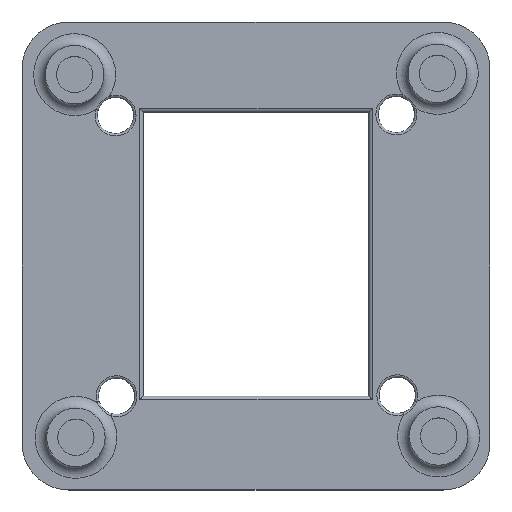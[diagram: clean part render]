
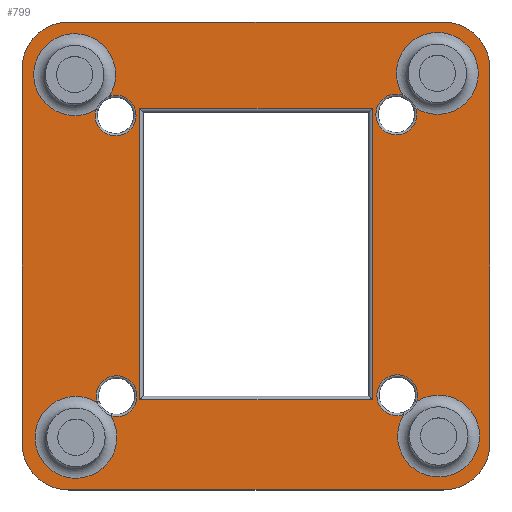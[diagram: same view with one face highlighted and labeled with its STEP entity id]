
A CAD part, top view. The second image highlights one B-rep face of the part: STEP entity #799.
In plain terms, the highlighted planar face has unit normal (0, 0, 1).
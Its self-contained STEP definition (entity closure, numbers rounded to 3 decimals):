
#35=FACE_BOUND('',#188,.T.);
#36=FACE_BOUND('',#189,.T.);
#37=FACE_BOUND('',#190,.T.);
#38=FACE_BOUND('',#191,.T.);
#39=FACE_BOUND('',#192,.T.);
#49=CIRCLE('',#868,4.);
#50=CIRCLE('',#869,4.);
#51=CIRCLE('',#870,4.);
#52=CIRCLE('',#871,4.);
#53=CIRCLE('',#872,1.75);
#54=CIRCLE('',#873,3.5);
#55=CIRCLE('',#874,3.5);
#56=CIRCLE('',#875,1.75);
#57=CIRCLE('',#876,3.5);
#58=CIRCLE('',#877,3.5);
#59=CIRCLE('',#878,1.75);
#60=CIRCLE('',#879,3.5);
#61=CIRCLE('',#880,3.5);
#62=CIRCLE('',#881,1.75);
#63=CIRCLE('',#882,3.5);
#64=CIRCLE('',#883,3.5);
#115=PLANE('',#867);
#137=FACE_OUTER_BOUND('',#187,.T.);
#187=EDGE_LOOP('',(#557,#558,#559,#560,#561,#562,#563,#564));
#188=EDGE_LOOP('',(#565,#566,#567));
#189=EDGE_LOOP('',(#568,#569,#570));
#190=EDGE_LOOP('',(#571,#572,#573));
#191=EDGE_LOOP('',(#574,#575,#576));
#192=EDGE_LOOP('',(#577,#578,#579,#580));
#249=LINE('',#1249,#293);
#251=LINE('',#1257,#295);
#253=LINE('',#1263,#297);
#256=LINE('',#1269,#300);
#262=LINE('',#1285,#306);
#263=LINE('',#1289,#307);
#264=LINE('',#1293,#308);
#265=LINE('',#1296,#309);
#293=VECTOR('',#975,10.);
#295=VECTOR('',#983,10.);
#297=VECTOR('',#989,10.);
#300=VECTOR('',#996,10.);
#306=VECTOR('',#1010,10.);
#307=VECTOR('',#1013,10.);
#308=VECTOR('',#1016,10.);
#309=VECTOR('',#1019,10.);
#337=VERTEX_POINT('',#1247);
#338=VERTEX_POINT('',#1248);
#341=VERTEX_POINT('',#1256);
#343=VERTEX_POINT('',#1262);
#348=VERTEX_POINT('',#1281);
#349=VERTEX_POINT('',#1282);
#350=VERTEX_POINT('',#1284);
#351=VERTEX_POINT('',#1286);
#352=VERTEX_POINT('',#1288);
#353=VERTEX_POINT('',#1290);
#354=VERTEX_POINT('',#1292);
#355=VERTEX_POINT('',#1294);
#356=VERTEX_POINT('',#1297);
#357=VERTEX_POINT('',#1298);
#358=VERTEX_POINT('',#1300);
#359=VERTEX_POINT('',#1303);
#360=VERTEX_POINT('',#1304);
#361=VERTEX_POINT('',#1306);
#362=VERTEX_POINT('',#1309);
#363=VERTEX_POINT('',#1310);
#364=VERTEX_POINT('',#1312);
#365=VERTEX_POINT('',#1315);
#366=VERTEX_POINT('',#1316);
#367=VERTEX_POINT('',#1318);
#413=EDGE_CURVE('',#337,#338,#249,.T.);
#417=EDGE_CURVE('',#338,#341,#251,.T.);
#420=EDGE_CURVE('',#341,#343,#253,.T.);
#424=EDGE_CURVE('',#343,#337,#256,.T.);
#430=EDGE_CURVE('',#348,#349,#49,.T.);
#431=EDGE_CURVE('',#349,#350,#262,.T.);
#432=EDGE_CURVE('',#350,#351,#50,.T.);
#433=EDGE_CURVE('',#351,#352,#263,.T.);
#434=EDGE_CURVE('',#352,#353,#51,.T.);
#435=EDGE_CURVE('',#353,#354,#264,.T.);
#436=EDGE_CURVE('',#354,#355,#52,.T.);
#437=EDGE_CURVE('',#355,#348,#265,.T.);
#438=EDGE_CURVE('',#356,#357,#53,.T.);
#439=EDGE_CURVE('',#358,#356,#54,.T.);
#440=EDGE_CURVE('',#357,#358,#55,.T.);
#441=EDGE_CURVE('',#359,#360,#56,.T.);
#442=EDGE_CURVE('',#361,#359,#57,.T.);
#443=EDGE_CURVE('',#360,#361,#58,.T.);
#444=EDGE_CURVE('',#362,#363,#59,.T.);
#445=EDGE_CURVE('',#364,#362,#60,.T.);
#446=EDGE_CURVE('',#363,#364,#61,.T.);
#447=EDGE_CURVE('',#365,#366,#62,.T.);
#448=EDGE_CURVE('',#367,#365,#63,.T.);
#449=EDGE_CURVE('',#366,#367,#64,.T.);
#557=ORIENTED_EDGE('',*,*,#430,.T.);
#558=ORIENTED_EDGE('',*,*,#431,.T.);
#559=ORIENTED_EDGE('',*,*,#432,.T.);
#560=ORIENTED_EDGE('',*,*,#433,.T.);
#561=ORIENTED_EDGE('',*,*,#434,.T.);
#562=ORIENTED_EDGE('',*,*,#435,.T.);
#563=ORIENTED_EDGE('',*,*,#436,.T.);
#564=ORIENTED_EDGE('',*,*,#437,.T.);
#565=ORIENTED_EDGE('',*,*,#438,.F.);
#566=ORIENTED_EDGE('',*,*,#439,.F.);
#567=ORIENTED_EDGE('',*,*,#440,.F.);
#568=ORIENTED_EDGE('',*,*,#441,.F.);
#569=ORIENTED_EDGE('',*,*,#442,.F.);
#570=ORIENTED_EDGE('',*,*,#443,.F.);
#571=ORIENTED_EDGE('',*,*,#444,.F.);
#572=ORIENTED_EDGE('',*,*,#445,.F.);
#573=ORIENTED_EDGE('',*,*,#446,.F.);
#574=ORIENTED_EDGE('',*,*,#447,.F.);
#575=ORIENTED_EDGE('',*,*,#448,.F.);
#576=ORIENTED_EDGE('',*,*,#449,.F.);
#577=ORIENTED_EDGE('',*,*,#413,.F.);
#578=ORIENTED_EDGE('',*,*,#424,.F.);
#579=ORIENTED_EDGE('',*,*,#420,.F.);
#580=ORIENTED_EDGE('',*,*,#417,.F.);
#799=ADVANCED_FACE('',(#137,#35,#36,#37,#38,#39),#115,.T.);
#867=AXIS2_PLACEMENT_3D('',#1280,#1006,#1007);
#868=AXIS2_PLACEMENT_3D('',#1283,#1008,#1009);
#869=AXIS2_PLACEMENT_3D('',#1287,#1011,#1012);
#870=AXIS2_PLACEMENT_3D('',#1291,#1014,#1015);
#871=AXIS2_PLACEMENT_3D('',#1295,#1017,#1018);
#872=AXIS2_PLACEMENT_3D('',#1299,#1020,#1021);
#873=AXIS2_PLACEMENT_3D('',#1301,#1022,#1023);
#874=AXIS2_PLACEMENT_3D('',#1302,#1024,#1025);
#875=AXIS2_PLACEMENT_3D('',#1305,#1026,#1027);
#876=AXIS2_PLACEMENT_3D('',#1307,#1028,#1029);
#877=AXIS2_PLACEMENT_3D('',#1308,#1030,#1031);
#878=AXIS2_PLACEMENT_3D('',#1311,#1032,#1033);
#879=AXIS2_PLACEMENT_3D('',#1313,#1034,#1035);
#880=AXIS2_PLACEMENT_3D('',#1314,#1036,#1037);
#881=AXIS2_PLACEMENT_3D('',#1317,#1038,#1039);
#882=AXIS2_PLACEMENT_3D('',#1319,#1040,#1041);
#883=AXIS2_PLACEMENT_3D('',#1320,#1042,#1043);
#975=DIRECTION('',(0.,1.,0.));
#983=DIRECTION('',(-1.,0.,0.));
#989=DIRECTION('',(0.,-1.,0.));
#996=DIRECTION('',(1.,0.,0.));
#1006=DIRECTION('center_axis',(0.,0.,1.));
#1007=DIRECTION('ref_axis',(1.,0.,0.));
#1008=DIRECTION('center_axis',(0.,0.,1.));
#1009=DIRECTION('ref_axis',(0.,1.,0.));
#1010=DIRECTION('',(0.,-1.,0.));
#1011=DIRECTION('center_axis',(0.,0.,1.));
#1012=DIRECTION('ref_axis',(-1.,0.,0.));
#1013=DIRECTION('',(1.,0.,0.));
#1014=DIRECTION('center_axis',(0.,0.,1.));
#1015=DIRECTION('ref_axis',(0.,-1.,0.));
#1016=DIRECTION('',(0.,1.,0.));
#1017=DIRECTION('center_axis',(0.,0.,1.));
#1018=DIRECTION('ref_axis',(1.,0.,0.));
#1019=DIRECTION('',(-1.,0.,0.));
#1020=DIRECTION('center_axis',(0.,0.,1.));
#1021=DIRECTION('ref_axis',(0.708,-0.707,0.));
#1022=DIRECTION('center_axis',(0.,0.,1.));
#1023=DIRECTION('ref_axis',(1.,0.,0.));
#1024=DIRECTION('center_axis',(0.,0.,1.));
#1025=DIRECTION('ref_axis',(1.,0.,0.));
#1026=DIRECTION('center_axis',(0.,0.,1.));
#1027=DIRECTION('ref_axis',(-0.706,-0.708,0.));
#1028=DIRECTION('center_axis',(0.,0.,1.));
#1029=DIRECTION('ref_axis',(1.,0.,0.));
#1030=DIRECTION('center_axis',(0.,0.,1.));
#1031=DIRECTION('ref_axis',(1.,0.,0.));
#1032=DIRECTION('center_axis',(0.,0.,1.));
#1033=DIRECTION('ref_axis',(-0.711,0.703,0.));
#1034=DIRECTION('center_axis',(0.,0.,1.));
#1035=DIRECTION('ref_axis',(1.,0.,0.));
#1036=DIRECTION('center_axis',(0.,0.,1.));
#1037=DIRECTION('ref_axis',(1.,0.,0.));
#1038=DIRECTION('center_axis',(0.,0.,1.));
#1039=DIRECTION('ref_axis',(0.703,0.711,0.));
#1040=DIRECTION('center_axis',(0.,0.,1.));
#1041=DIRECTION('ref_axis',(1.,0.,0.));
#1042=DIRECTION('center_axis',(0.,0.,1.));
#1043=DIRECTION('ref_axis',(1.,0.,0.));
#1247=CARTESIAN_POINT('',(-1.643,7.335,1.));
#1248=CARTESIAN_POINT('',(-1.643,32.224,1.));
#1249=CARTESIAN_POINT('',(-1.643,25.771,1.));
#1256=CARTESIAN_POINT('',(-21.531,32.224,1.));
#1257=CARTESIAN_POINT('',(-16.409,32.224,1.));
#1262=CARTESIAN_POINT('',(-21.531,7.335,1.));
#1263=CARTESIAN_POINT('',(-21.531,13.626,1.));
#1269=CARTESIAN_POINT('',(-6.765,7.335,1.));
#1280=CARTESIAN_POINT('Origin',(-11.587,19.617,1.));
#1281=CARTESIAN_POINT('',(-27.587,39.617,1.));
#1282=CARTESIAN_POINT('',(-31.587,35.617,1.));
#1283=CARTESIAN_POINT('Origin',(-27.587,35.617,1.));
#1284=CARTESIAN_POINT('',(-31.587,3.617,1.));
#1285=CARTESIAN_POINT('',(-31.587,3.617,1.));
#1286=CARTESIAN_POINT('',(-27.587,-0.383,1.));
#1287=CARTESIAN_POINT('Origin',(-27.587,3.617,1.));
#1288=CARTESIAN_POINT('',(4.413,-0.383,1.));
#1289=CARTESIAN_POINT('',(4.413,-0.383,1.));
#1290=CARTESIAN_POINT('',(8.413,3.617,1.));
#1291=CARTESIAN_POINT('Origin',(4.413,3.617,1.));
#1292=CARTESIAN_POINT('',(8.413,35.617,1.));
#1293=CARTESIAN_POINT('',(8.413,35.617,1.));
#1294=CARTESIAN_POINT('',(4.413,39.617,1.));
#1295=CARTESIAN_POINT('Origin',(4.413,35.617,1.));
#1296=CARTESIAN_POINT('',(-27.587,39.617,1.));
#1297=CARTESIAN_POINT('',(-25.271,32.125,1.));
#1298=CARTESIAN_POINT('',(-24.092,33.306,1.));
#1299=CARTESIAN_POINT('Origin',(-23.593,31.629,1.));
#1300=CARTESIAN_POINT('',(-23.587,35.117,1.));
#1301=CARTESIAN_POINT('Origin',(-27.087,35.117,1.));
#1302=CARTESIAN_POINT('Origin',(-27.087,35.117,1.));
#1303=CARTESIAN_POINT('',(0.939,33.38,1.));
#1304=CARTESIAN_POINT('',(2.073,32.248,1.));
#1305=CARTESIAN_POINT('Origin',(0.407,31.713,1.));
#1306=CARTESIAN_POINT('',(7.413,35.225,1.));
#1307=CARTESIAN_POINT('Origin',(3.913,35.225,1.));
#1308=CARTESIAN_POINT('Origin',(3.913,35.225,1.));
#1309=CARTESIAN_POINT('',(2.16,7.19,1.));
#1310=CARTESIAN_POINT('',(1.034,6.05,1.));
#1311=CARTESIAN_POINT('Origin',(0.49,7.713,1.));
#1312=CARTESIAN_POINT('',(7.521,4.225,1.));
#1313=CARTESIAN_POINT('Origin',(4.021,4.225,1.));
#1314=CARTESIAN_POINT('Origin',(4.021,4.225,1.));
#1315=CARTESIAN_POINT('',(-23.996,5.949,1.));
#1316=CARTESIAN_POINT('',(-25.184,7.122,1.));
#1317=CARTESIAN_POINT('Origin',(-23.51,7.63,1.));
#1318=CARTESIAN_POINT('',(-23.479,4.117,1.));
#1319=CARTESIAN_POINT('Origin',(-26.979,4.117,1.));
#1320=CARTESIAN_POINT('Origin',(-26.979,4.117,1.));
